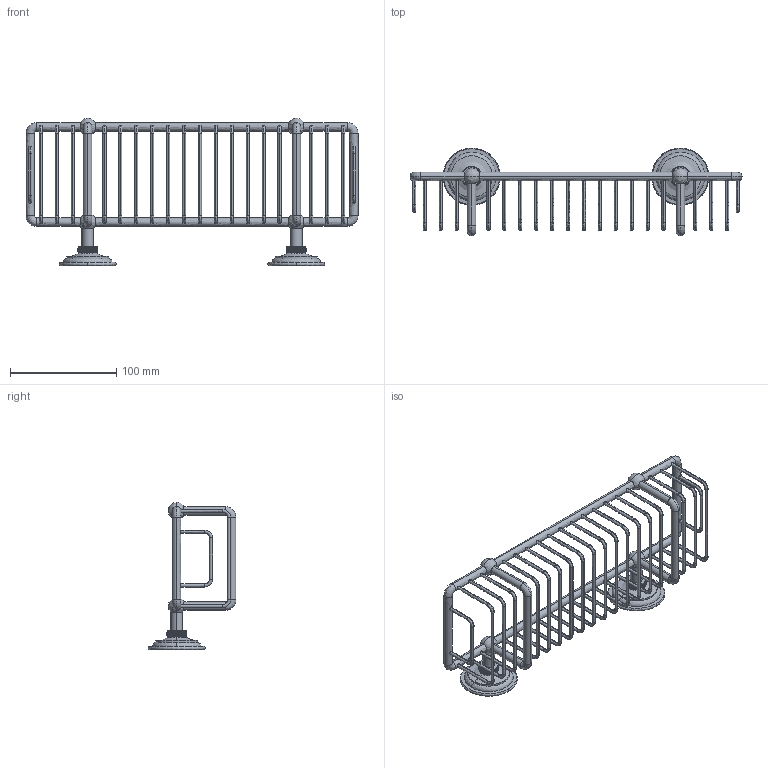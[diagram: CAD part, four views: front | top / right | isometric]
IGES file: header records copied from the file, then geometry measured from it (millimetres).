
Start section:  PTC IGES file: 26552.igs
Global section: file name: 26552.igs; native system: Creo Parametric by PTC Inc.; preprocessor: 2018400; author: jinson.thomas; organization: Unknown; date: 20211217.161958; units: inch
Bounding box: 313.21 x 82.99 x 138.99 mm (x, y, z)
Volume: 125184.3 mm3; surface area: 73910.8 mm2
Topology: 1 solids, 1 shells, 766 faces, 1432 edges, 658 vertices
Faces by surface type: revolution 440, bspline 326
